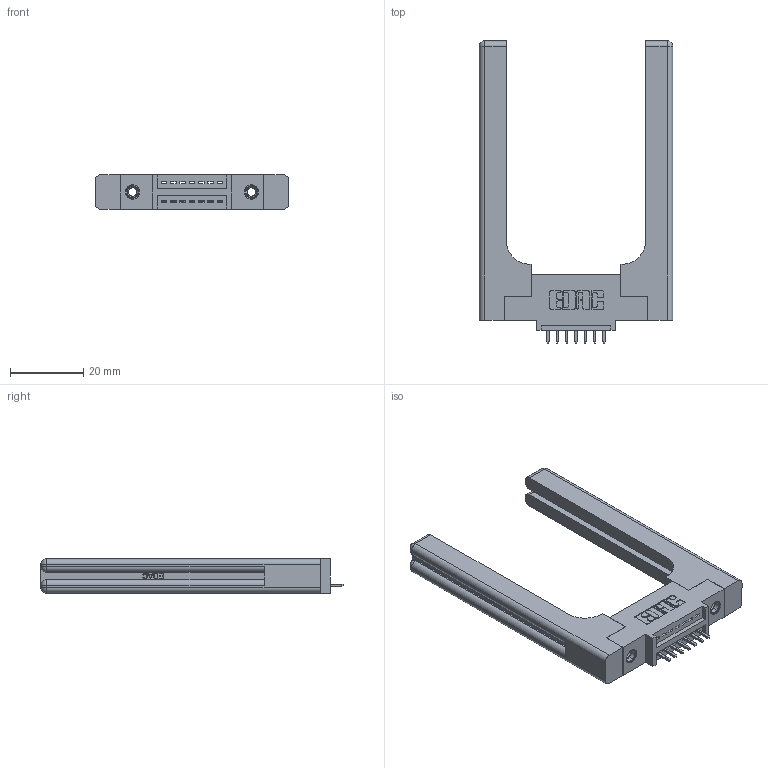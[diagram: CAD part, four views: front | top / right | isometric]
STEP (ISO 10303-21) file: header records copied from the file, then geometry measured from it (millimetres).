
FILE_DESCRIPTION (( 'STEP AP203' ), '1' );
FILE_NAME ('395-007-521-458.STEP', '2019-10-15T16:45:04', ( '' ), ( '' ), 'SwSTEP 2.0', 'SolidWorks 2016', '' );
FILE_SCHEMA (( 'CONFIG_CONTROL_DESIGN' ));
Length unit declared in the file: inch
Products named in the file (5): 395-007-521-458; 345 Part_0.110 Offset - 0.156 Dia-TH; 345-292-001_345-293-121; 345-220-058_345-220-058; 345-250-001_345-250-001-102
Assembly tree (12 placements, depth 2):
  395-007-521-458
    345 Part_0.110 Offset - 0.156 Dia-TH
    345-292-001_345-293-121  x7
    345-250-001_345-250-001-102  x2
    345-220-058_345-220-058  x2
Bounding box: 52.81 x 82.47 x 9.4 mm (x, y, z)
Volume: 13140.6 mm3; surface area: 10994.2 mm2
Topology: 12 solids, 12 shells, 792 faces, 2251 edges, 1470 vertices
Faces by surface type: plane 512, cylinder 220, bspline 36, cone 12, sphere 8, torus 4
Entity records: 15312 total; most frequent: CARTESIAN_POINT 3626, ORIENTED_EDGE 2364, DIRECTION 2164, EDGE_CURVE 1182, VECTOR 930, LINE 930, VERTEX_POINT 778, AXIS2_PLACEMENT_3D 617
